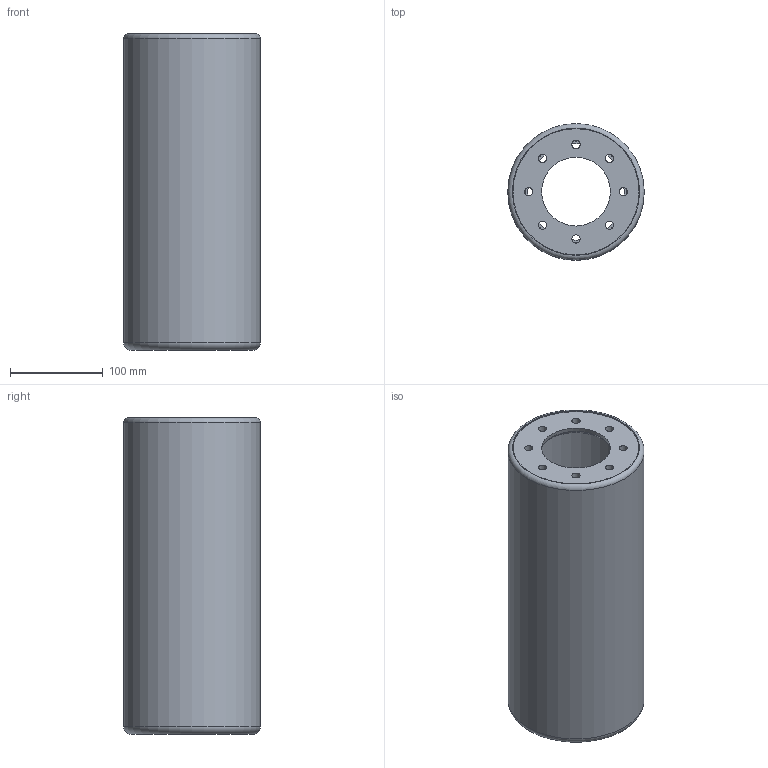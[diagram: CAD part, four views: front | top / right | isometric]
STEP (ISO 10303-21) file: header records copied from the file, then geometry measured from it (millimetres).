
FILE_DESCRIPTION(('STEP AP203'), '1');
FILE_NAME('0916.01.03.006', '', ('UNSPECIFIED'), ('UNSPECIFIED'), 'ASCON STEP Converter 1.6', 'ASCON Math Kernel', '');
FILE_SCHEMA(('CONFIG_CONTROL_DESIGN'));
Length unit declared in the file: millimetre
Products named in the file (1): 爬让.715152.006
Bounding box: 147 x 147 x 341 mm (x, y, z)
Volume: 1648281.8 mm3; surface area: 319630.4 mm2
Topology: 1 solids, 1 shells, 42 faces, 94 edges, 58 vertices
Faces by surface type: cylinder 21, cone 10, plane 6, torus 5
Full cylindrical faces by diameter (mm): 4.917 x8, 9 x8, 104 x1, 122 x1, 127 x1, 136 x1, 147 x1
Entity records: 1452 total; most frequent: DIRECTION 202, CARTESIAN_POINT 159, EDGE_LOOP 116, ORIENTED_EDGE 116, AXIS2_PLACEMENT_3D 101, FACE_OUTER_BOUND 72, EDGE_CURVE 58, VERTEX_POINT 58
